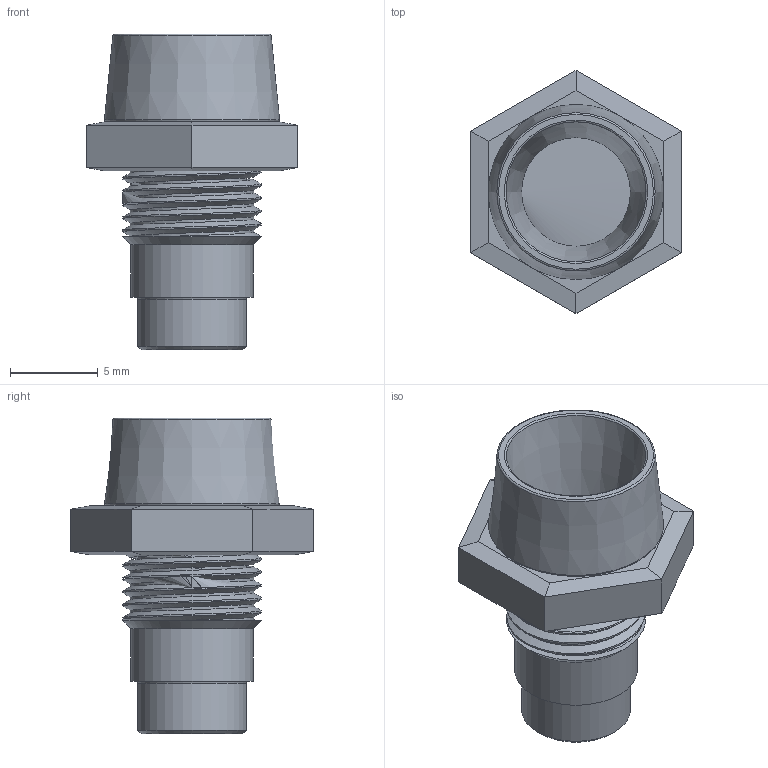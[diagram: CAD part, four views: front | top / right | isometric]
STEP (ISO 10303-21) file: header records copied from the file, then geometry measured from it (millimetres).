
FILE_DESCRIPTION(/* description */ (''),/* implementation_level */ '2;1');
FILE_NAME(/* name */ 'LED holder 5mm.step',/* time_stamp */ '2019-03-13T01:00:02+01:00',/* author */ ('mkochendoerfer'),/* organization */ (''),/* preprocessor_version */ 'ST-DEVELOPER v17.2',/* originating_system */ 'Autodesk Translation Framework v7.6.0.251',/* authorisation */ '');
FILE_SCHEMA (('AUTOMOTIVE_DESIGN { 1 0 10303 214 3 1 1 }'));
Length unit declared in the file: millimetre
Products named in the file (3): TC-R9-107 5mm; M8 Kontermutter; Grundkörper
Assembly tree (2 placements, depth 2):
  TC-R9-107 5mm
    M8 Kontermutter
    Grundkörper
Bounding box: 12 x 13.86 x 18 mm (x, y, z)
Volume: 775 mm3; surface area: 1308.1 mm2
Topology: 2 solids, 2 shells, 75 faces, 183 edges, 115 vertices
Faces by surface type: cylinder 37, plane 26, bspline 4, cone 4, torus 4
Full cylindrical faces by diameter (mm): 0.7 x2, 6.2 x2, 7 x1, 7.048 x9, 7.283 x3, 7.908 x9, 8.12 x4
Entity records: 4381 total; most frequent: CARTESIAN_POINT 2629, ORIENTED_EDGE 366, DIRECTION 309, EDGE_CURVE 183, VERTEX_POINT 115, AXIS2_PLACEMENT_3D 115, EDGE_LOOP 84, LINE 79
